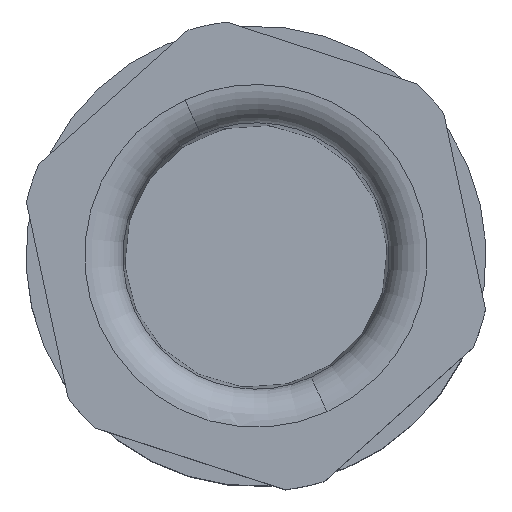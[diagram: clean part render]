
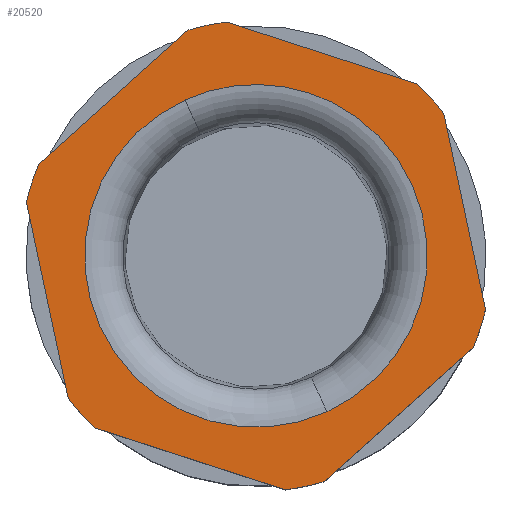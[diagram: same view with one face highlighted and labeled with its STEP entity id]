
A CAD part, top view. The second image highlights one B-rep face of the part: STEP entity #20520.
In plain terms, the highlighted face is planar.
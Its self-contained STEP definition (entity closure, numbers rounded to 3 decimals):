
#14120=CARTESIAN_POINT('',(44.3,4.804,
5.932));
#14130=VERTEX_POINT('',#14120);
#14340=CARTESIAN_POINT('',(44.3,-4.804,
-5.932));
#14350=VERTEX_POINT('',#14340);
#14380=CARTESIAN_POINT('',(44.3,0.,
0.));
#14390=DIRECTION('',(1.,0.,0.));
#14400=DIRECTION('',(0.,-0.629,-0.777));
#14410=AXIS2_PLACEMENT_3D('',#14380,#14390,#14400);
#14420=CIRCLE('',#14410,7.633);
#14430=CARTESIAN_POINT('',(44.3,-7.633,
-0.073));
#14440=VERTEX_POINT('',#14430);
#14450=EDGE_CURVE('',#14440,#14350,#14420,.T.);
#14470=EDGE_CURVE('',#14130,#14440,#14420,.T.);
#14980=CARTESIAN_POINT('',(44.3,-8.729,-5.835));
#14990=VERTEX_POINT('',#14980);
#15020=CARTESIAN_POINT('',(44.3,0.,0.));
#15030=DIRECTION('',(1.,0.,0.));
#15040=DIRECTION('',(0.,0.149,-0.989));
#15050=AXIS2_PLACEMENT_3D('',#15020,#15030,#15040);
#15060=CIRCLE('',#15050,10.5);
#15070=CARTESIAN_POINT('',(44.3,-7.636,-7.207));
#15080=VERTEX_POINT('',#15070);
#15090=EDGE_CURVE('',#14990,#15080,#15060,.T.);
#15290=CARTESIAN_POINT('',(44.3,-0.689,10.477));
#15300=VERTEX_POINT('',#15290);
#15470=CARTESIAN_POINT('',(44.3,7.636,7.207));
#15480=VERTEX_POINT('',#15470);
#15510=CARTESIAN_POINT('',(44.3,6.27,7.743));
#15520=DIRECTION('',(0.,-0.931,0.366));
#15530=VECTOR('',#15520,1.);
#15540=LINE('',#15510,#15530);
#15550=EDGE_CURVE('',#15480,#15300,#15540,.T.);
#15750=CARTESIAN_POINT('',(44.3,0.,0.));
#15760=DIRECTION('',(1.,0.,0.));
#15770=DIRECTION('',(0.,0.149,-0.989));
#15780=AXIS2_PLACEMENT_3D('',#15750,#15760,#15770);
#15790=CIRCLE('',#15780,10.5);
#15800=CARTESIAN_POINT('',(44.3,-2.423,10.217));
#15810=VERTEX_POINT('',#15800);
#15820=EDGE_CURVE('',#15300,#15810,#15790,.T.);
#17250=CARTESIAN_POINT('',(44.3,8.729,5.835));
#17260=VERTEX_POINT('',#17250);
#17290=CARTESIAN_POINT('',(44.3,0.,0.));
#17300=DIRECTION('',(1.,0.,0.));
#17310=DIRECTION('',(0.,0.149,-0.989));
#17320=AXIS2_PLACEMENT_3D('',#17290,#17300,#17310);
#17330=CIRCLE('',#17320,10.5);
#17340=EDGE_CURVE('',#17260,#15480,#17330,.T.);
#18320=CARTESIAN_POINT('',(44.3,-9.418,4.642));
#18330=VERTEX_POINT('',#18320);
#18450=CARTESIAN_POINT('',(44.3,-7.561,6.122));
#18460=DIRECTION('',(0.,-0.782,-0.623));
#18470=VECTOR('',#18460,1.);
#18480=LINE('',#18450,#18470);
#18490=EDGE_CURVE('',#15810,#18330,#18480,.T.);
#19030=CARTESIAN_POINT('',(44.3,10.059,-3.01));
#19040=VERTEX_POINT('',#19030);
#19070=CARTESIAN_POINT('',(44.3,8.102,10.005));
#19080=DIRECTION('',(0.,-0.149,0.989));
#19090=VECTOR('',#19080,1.);
#19100=LINE('',#19070,#19090);
#19110=EDGE_CURVE('',#19040,#17260,#19100,.T.);
#19860=CARTESIAN_POINT('',(44.3,0.,
0.));
#19870=DIRECTION('',(-1.,0.,0.));
#19880=DIRECTION('',(0.,1.,0.01));
#19890=AXIS2_PLACEMENT_3D('',#19860,#19870,#19880);
#19900=PLANE('',#19890);
#19910=ORIENTED_EDGE('',*,*,#14450,.F.);
#19920=EDGE_CURVE('',#14350,#14130,#14420,.T.);
#19930=ORIENTED_EDGE('',*,*,#19920,.F.);
#19940=ORIENTED_EDGE('',*,*,#14470,.F.);
#19950=EDGE_LOOP('',(#19940,#19930,#19910));
#19960=FACE_BOUND('',#19950,.T.);
#19970=ORIENTED_EDGE('',*,*,#17340,.T.);
#19980=ORIENTED_EDGE('',*,*,#19110,.T.);
#19990=CARTESIAN_POINT('',(44.3,0.,0.));
#20000=DIRECTION('',(1.,0.,0.));
#20010=DIRECTION('',(0.,0.149,-0.989));
#20020=AXIS2_PLACEMENT_3D('',#19990,#20000,#20010);
#20030=CIRCLE('',#20020,10.5);
#20040=CARTESIAN_POINT('',(44.3,9.418,-4.642));
#20050=VERTEX_POINT('',#20040);
#20060=EDGE_CURVE('',#20050,#19040,#20030,.T.);
#20070=ORIENTED_EDGE('',*,*,#20060,.T.);
#20080=CARTESIAN_POINT('',(44.3,7.561,-6.122));
#20090=DIRECTION('',(0.,0.782,0.623));
#20100=VECTOR('',#20090,1.);
#20110=LINE('',#20080,#20100);
#20120=CARTESIAN_POINT('',(44.3,2.423,-10.217));
#20130=VERTEX_POINT('',#20120);
#20140=EDGE_CURVE('',#20130,#20050,#20110,.T.);
#20150=ORIENTED_EDGE('',*,*,#20140,.T.);
#20160=CARTESIAN_POINT('',(44.3,0.,0.));
#20170=DIRECTION('',(1.,0.,0.));
#20180=DIRECTION('',(0.,0.149,-0.989));
#20190=AXIS2_PLACEMENT_3D('',#20160,#20170,#20180);
#20200=CIRCLE('',#20190,10.5);
#20210=CARTESIAN_POINT('',(44.3,0.689,-10.477));
#20220=VERTEX_POINT('',#20210);
#20230=EDGE_CURVE('',#20220,#20130,#20200,.T.);
#20240=ORIENTED_EDGE('',*,*,#20230,.T.);
#20250=CARTESIAN_POINT('',(44.3,-6.27,-7.743));
#20260=DIRECTION('',(0.,0.931,-0.366));
#20270=VECTOR('',#20260,1.);
#20280=LINE('',#20250,#20270);
#20290=EDGE_CURVE('',#15080,#20220,#20280,.T.);
#20300=ORIENTED_EDGE('',*,*,#20290,.T.);
#20310=ORIENTED_EDGE('',*,*,#15090,.T.);
#20320=CARTESIAN_POINT('',(44.3,-8.102,-10.005));
#20330=DIRECTION('',(0.,0.149,-0.989));
#20340=VECTOR('',#20330,1.);
#20350=LINE('',#20320,#20340);
#20360=CARTESIAN_POINT('',(44.3,-10.059,3.01));
#20370=VERTEX_POINT('',#20360);
#20380=EDGE_CURVE('',#20370,#14990,#20350,.T.);
#20390=ORIENTED_EDGE('',*,*,#20380,.T.);
#20400=CARTESIAN_POINT('',(44.3,0.,0.));
#20410=DIRECTION('',(1.,0.,0.));
#20420=DIRECTION('',(0.,0.149,-0.989));
#20430=AXIS2_PLACEMENT_3D('',#20400,#20410,#20420);
#20440=CIRCLE('',#20430,10.5);
#20450=EDGE_CURVE('',#18330,#20370,#20440,.T.);
#20460=ORIENTED_EDGE('',*,*,#20450,.T.);
#20470=ORIENTED_EDGE('',*,*,#18490,.T.);
#20480=ORIENTED_EDGE('',*,*,#15820,.T.);
#20490=ORIENTED_EDGE('',*,*,#15550,.T.);
#20500=EDGE_LOOP('',(#20490,#20480,#20470,#20460,#20390,#20310,#20300,
#20240,#20150,#20070,#19980,#19970));
#20510=FACE_OUTER_BOUND('',#20500,.T.);
#20520=ADVANCED_FACE('',(#19960,#20510),#19900,.F.);
